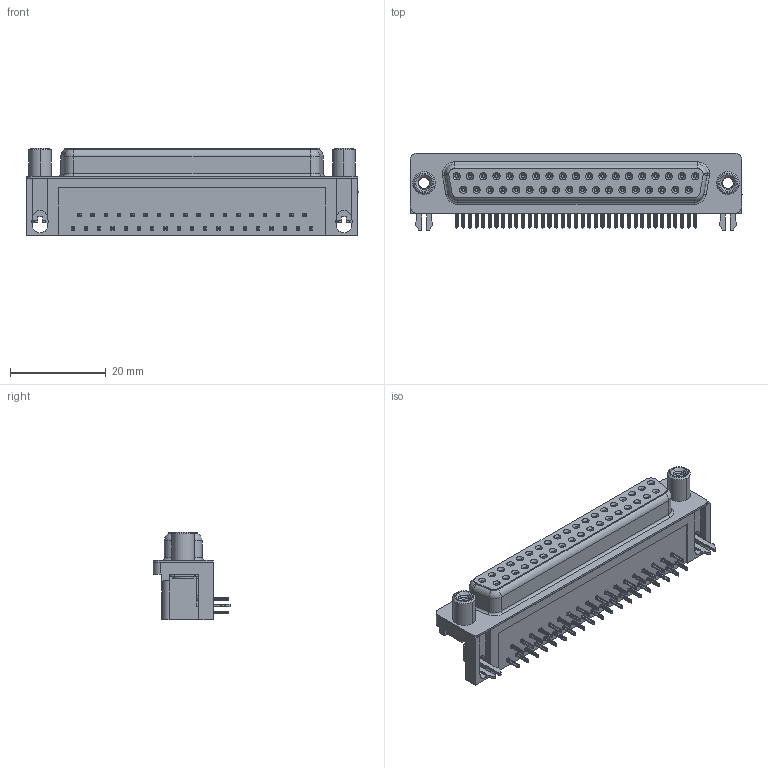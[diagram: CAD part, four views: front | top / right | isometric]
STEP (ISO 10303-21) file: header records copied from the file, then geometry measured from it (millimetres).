
FILE_DESCRIPTION (( 'STEP AP203' ), '1' );
FILE_NAME ('622-037-260-530.STEP', '2019-11-20T06:09:55', ( '' ), ( '' ), 'SwSTEP 2.0', 'SolidWorks 2016', '' );
FILE_SCHEMA (( 'CONFIG_CONTROL_DESIGN' ));
Length unit declared in the file: millimetre
Products named in the file (7): 622 Socket Bottom; 622 Shell_37 Socket; 622 Housing_37 Socket; 622 Round Threaded Standoff; 622 2 Prong Board Lock; 622 Contact Top; 622-037-260-530
Assembly tree (43 placements, depth 2):
  622-037-260-530
    622 Housing_37 Socket
    622 Shell_37 Socket
    622 Socket Bottom  x18
    622 Contact Top  x19
    622 2 Prong Board Lock  x2
    622 Round Threaded Standoff  x2
Bounding box: 69.4 x 16.25 x 18.2 mm (x, y, z)
Volume: 10544.6 mm3; surface area: 12890.1 mm2
Topology: 43 solids, 43 shells, 5596 faces, 14718 edges, 9232 vertices
Faces by surface type: plane 2528, cylinder 1314, bspline 1276, cone 456, torus 22
Entity records: 37104 total; most frequent: CARTESIAN_POINT 10896, ORIENTED_EDGE 5152, DIRECTION 4804, EDGE_CURVE 2576, LINE 1746, VECTOR 1746, VERTEX_POINT 1652, AXIS2_PLACEMENT_3D 1529
